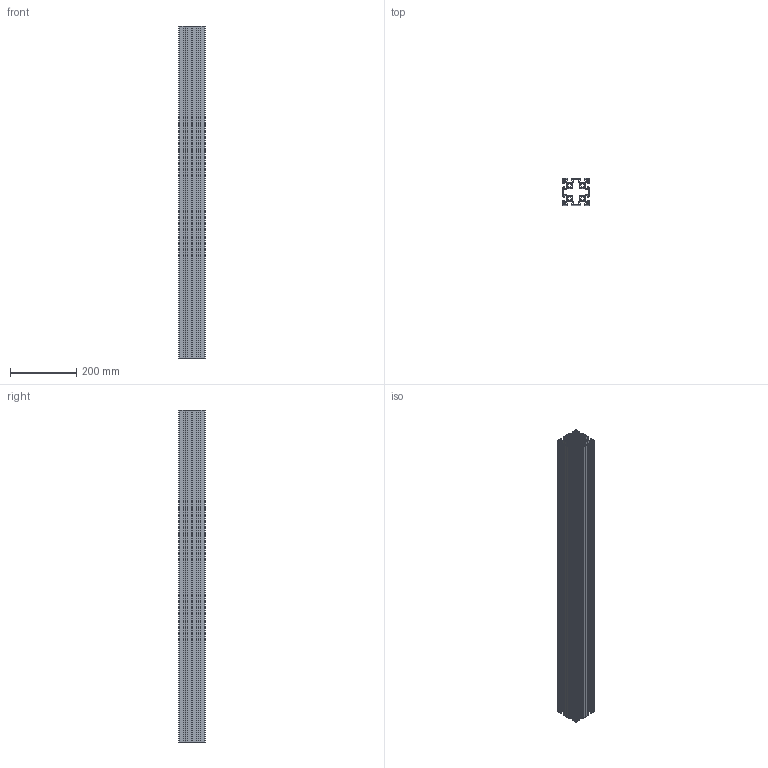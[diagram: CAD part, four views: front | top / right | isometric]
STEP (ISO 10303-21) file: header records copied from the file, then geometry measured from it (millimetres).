
FILE_DESCRIPTION (( 'STEP AP214' ), '1' );
FILE_NAME ('488SL Êîíñòðóêöèîííûé ïðîôèëü 80õ80SL.STEP', '2019-02-28T12:05:10', ( 'Ïîëüçîâàòåëü Windows' ), ( '' ), 'SwSTEP 2.0', 'SolidWorks 2018', '' );
FILE_SCHEMA (( 'AUTOMOTIVE_DESIGN' ));
Length unit declared in the file: millimetre
Products named in the file (1): 488SL Êîíñòðóêöèîííûé ïðîôèëü 80õ80SL
Bounding box: 80 x 80 x 1000 mm (x, y, z)
Volume: 1012789.9 mm3; surface area: 1522886.5 mm2
Topology: 1 solids, 1 shells, 846 faces, 2532 edges, 1688 vertices
Faces by surface type: plane 426, cylinder 420
Entity records: 28786 total; most frequent: CARTESIAN_POINT 5067, DIRECTION 5066, ORIENTED_EDGE 5064, EDGE_CURVE 2532, VECTOR 1692, LINE 1692, VERTEX_POINT 1688, AXIS2_PLACEMENT_3D 1687
